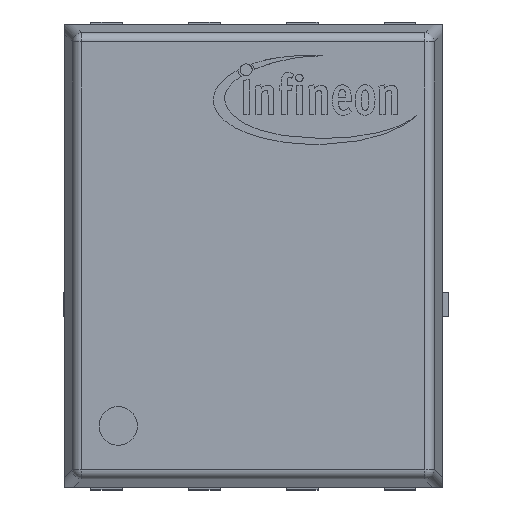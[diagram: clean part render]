
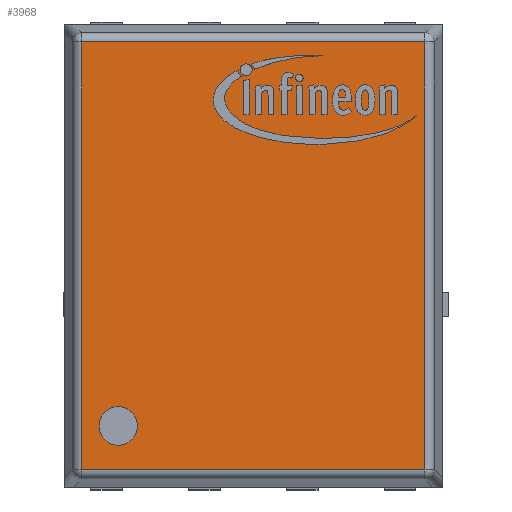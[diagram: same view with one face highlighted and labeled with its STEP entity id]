
A CAD part, top view. The second image highlights one B-rep face of the part: STEP entity #3968.
In plain terms, the highlighted planar face has unit normal (0, 0, 1).
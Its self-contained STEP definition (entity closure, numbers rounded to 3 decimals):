
#429=FACE_OUTER_BOUND('',#664,.T.);
#664=EDGE_LOOP('',(#2993,#2994,#2995,#2996));
#981=LINE('',#5676,#1382);
#985=LINE('',#5694,#1386);
#989=LINE('',#5705,#1390);
#993=LINE('',#5716,#1394);
#1382=VECTOR('',#4808,10.);
#1386=VECTOR('',#4828,10.);
#1390=VECTOR('',#4840,10.);
#1394=VECTOR('',#4852,10.);
#1734=VERTEX_POINT('',#5654);
#1737=VERTEX_POINT('',#5661);
#1740=VERTEX_POINT('',#5668);
#1746=VERTEX_POINT('',#5686);
#2182=EDGE_CURVE('',#1740,#1734,#981,.T.);
#2191=EDGE_CURVE('',#1746,#1740,#985,.T.);
#2197=EDGE_CURVE('',#1737,#1746,#989,.T.);
#2203=EDGE_CURVE('',#1734,#1737,#993,.T.);
#2993=ORIENTED_EDGE('',*,*,#2182,.F.);
#2994=ORIENTED_EDGE('',*,*,#2191,.F.);
#2995=ORIENTED_EDGE('',*,*,#2197,.F.);
#2996=ORIENTED_EDGE('',*,*,#2203,.F.);
#3808=PLANE('',#4363);
#3968=ADVANCED_FACE('',(#429),#3808,.T.);
#4363=AXIS2_PLACEMENT_3D('',#5744,#4881,#4882);
#4808=DIRECTION('',(0.,-1.,0.));
#4828=DIRECTION('',(1.,0.,0.));
#4840=DIRECTION('',(0.,1.,0.));
#4852=DIRECTION('',(-1.,0.,0.));
#4881=DIRECTION('center_axis',(0.,0.,1.));
#4882=DIRECTION('ref_axis',(1.,0.,0.));
#5654=CARTESIAN_POINT('',(2.228,-2.778,1.05));
#5661=CARTESIAN_POINT('',(-2.228,-2.778,1.05));
#5668=CARTESIAN_POINT('',(2.228,2.778,1.05));
#5676=CARTESIAN_POINT('',(2.228,-0.75,1.05));
#5686=CARTESIAN_POINT('',(-2.228,2.778,1.05));
#5694=CARTESIAN_POINT('',(0.613,2.778,1.05));
#5705=CARTESIAN_POINT('',(-2.228,0.75,1.05));
#5716=CARTESIAN_POINT('',(-0.613,-2.778,1.05));
#5744=CARTESIAN_POINT('Origin',(0.,0.,1.05));
